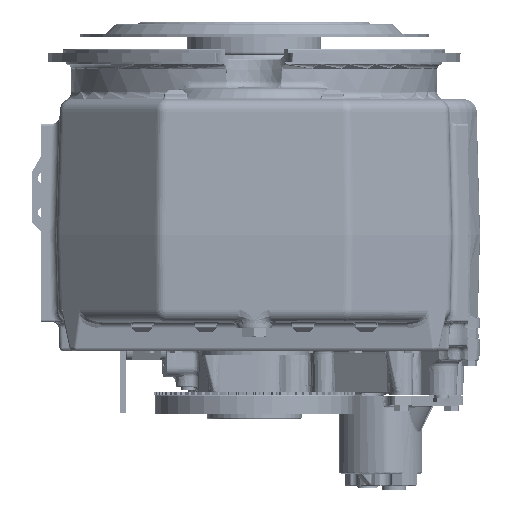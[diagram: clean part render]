
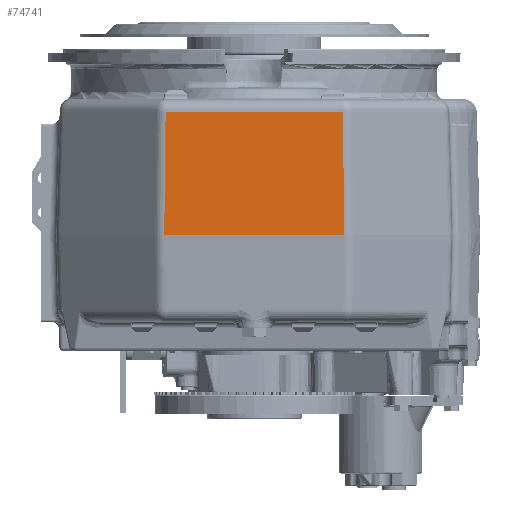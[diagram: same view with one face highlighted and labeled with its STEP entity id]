
A CAD part, front view. The second image highlights one B-rep face of the part: STEP entity #74741.
In plain terms, the highlighted planar face has unit normal (0, -1, 0.026).
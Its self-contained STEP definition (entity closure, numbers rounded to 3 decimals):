
#2754 = EDGE_CURVE ( 'NONE', #203196, #10262, #134770, .T. ) ;
#6053 = EDGE_CURVE ( 'NONE', #231429, #203196, #92493, .T. ) ;
#10050 = LINE ( 'NONE', #106847, #233712 ) ;
#10262 = VERTEX_POINT ( 'NONE', #125650 ) ;
#12961 = LINE ( 'NONE', #48332, #70606 ) ;
#48332 = CARTESIAN_POINT ( 'NONE',  ( -120.399, -530.231, -241.99 ) ) ;
#62691 = DIRECTION ( 'NONE',  ( -0.011, 0.026, 1. ) ) ;
#69124 = DIRECTION ( 'NONE',  ( -1., 0., 0. ) ) ;
#70606 = VECTOR ( 'NONE', #240674, 1000. ) ;
#73266 = ORIENTED_EDGE ( 'NONE', *, *, #2754, .T. ) ;
#74741 = ADVANCED_FACE ( 'NONE', ( #275990 ), #271625, .T. ) ;
#77347 = CARTESIAN_POINT ( 'NONE',  ( 0., -530.265, -243.295 ) ) ;
#84247 = CARTESIAN_POINT ( 'NONE',  ( 120.413, -530.265, -243.295 ) ) ;
#85679 = VECTOR ( 'NONE', #62691, 1000. ) ;
#86086 = EDGE_CURVE ( 'NONE', #231429, #276092, #10050, .T. ) ;
#92493 = LINE ( 'NONE', #278750, #85679 ) ;
#99156 = DIRECTION ( 'NONE',  ( 0., -0.026, -1. ) ) ;
#106847 = CARTESIAN_POINT ( 'NONE',  ( 0., -530.265, -243.295 ) ) ;
#109254 = ORIENTED_EDGE ( 'NONE', *, *, #86086, .F. ) ;
#125650 = CARTESIAN_POINT ( 'NONE',  ( -118.618, -525.933, -77.85 ) ) ;
#134770 = LINE ( 'NONE', #242431, #243232 ) ;
#138467 = ORIENTED_EDGE ( 'NONE', *, *, #269421, .T. ) ;
#144684 = ORIENTED_EDGE ( 'NONE', *, *, #6053, .T. ) ;
#172176 = DIRECTION ( 'NONE',  ( -1., 0., 0. ) ) ;
#203196 = VERTEX_POINT ( 'NONE', #268513 ) ;
#207781 = EDGE_LOOP ( 'NONE', ( #144684, #73266, #138467, #109254 ) ) ;
#228811 = DIRECTION ( 'NONE',  ( 0., -1., 0.026 ) ) ;
#231429 = VERTEX_POINT ( 'NONE', #84247 ) ;
#233712 = VECTOR ( 'NONE', #172176, 1000. ) ;
#240674 = DIRECTION ( 'NONE',  ( -0.011, -0.026, -1. ) ) ;
#242431 = CARTESIAN_POINT ( 'NONE',  ( 0., -525.933, -77.85 ) ) ;
#243232 = VECTOR ( 'NONE', #69124, 1000. ) ;
#246135 = AXIS2_PLACEMENT_3D ( 'NONE', #77347, #228811, #99156 ) ;
#255250 = CARTESIAN_POINT ( 'NONE',  ( -120.413, -530.265, -243.295 ) ) ;
#268513 = CARTESIAN_POINT ( 'NONE',  ( 118.618, -525.933, -77.85 ) ) ;
#269421 = EDGE_CURVE ( 'NONE', #10262, #276092, #12961, .T. ) ;
#271625 = PLANE ( 'NONE',  #246135 ) ;
#275990 = FACE_OUTER_BOUND ( 'NONE', #207781, .T. ) ;
#276092 = VERTEX_POINT ( 'NONE', #255250 ) ;
#278750 = CARTESIAN_POINT ( 'NONE',  ( 120.399, -530.231, -241.99 ) ) ;
